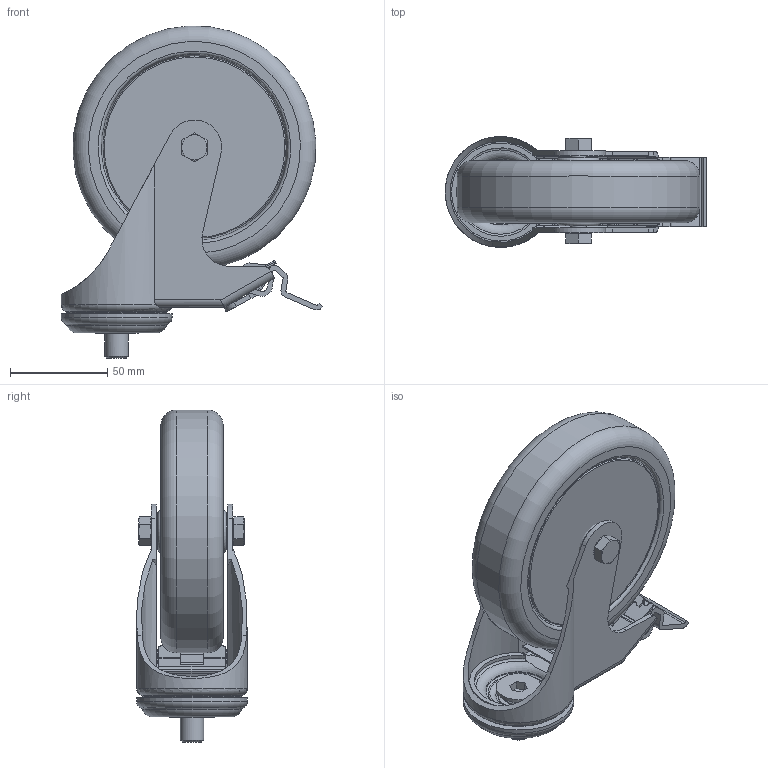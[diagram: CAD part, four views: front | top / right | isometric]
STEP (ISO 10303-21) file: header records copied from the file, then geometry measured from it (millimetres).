
FILE_DESCRIPTION(('STEP AP203'),'1');
FILE_NAME('ERGO10B1433.stp','2023-10-23T07:13:06',(' '),(' '),'Spatial InterOp 3D',' ',' ');
FILE_SCHEMA(('CONFIG_CONTROL_DESIGN'));
Length unit declared in the file: millimetre
Products named in the file (10): Roulette pivotante D125, à blocage; flasque; roue pour roulette; axe; ecrou; corps; Kit roulette pivotante D125 à blocage - vis seule; Vis FHC - M12x30; Kit roulette pivotante
Assembly tree (10 placements, depth 4):
  Kit roulette pivotante
    Kit roulette pivotante D125 à blocage - vis seule
      Roulette pivotante D125, à blocage
        flasque  x2
        roue pour roulette
        axe
        ecrou
        corps
      Kit roulette pivotante D125 à blocage - vis seule
        Vis FHC - M12x30
Bounding box: 134.5 x 57 x 170.72 mm (x, y, z)
Volume: 336811.8 mm3; surface area: 121031.2 mm2
Topology: 7 solids, 7 shells, 368 faces, 988 edges, 634 vertices
Faces by surface type: plane 193, cylinder 103, cone 38, torus 34
Full cylindrical faces by diameter (mm): 6.647 x1, 8 x1, 8.5 x2, 12 x2, 12.4 x1, 13 x2, 20 x2, 20.45 x1, 22 x2, 23.12 x1, 29 x1, 57 x1, 94 x2, 96 x2, 125 x1
Entity records: 13146 total; most frequent: CARTESIAN_POINT 2507, DIRECTION 1866, ORIENTED_EDGE 1818, EDGE_CURVE 909, AXIS2_PLACEMENT_3D 680, VERTEX_POINT 617, LINE 506, VECTOR 506
